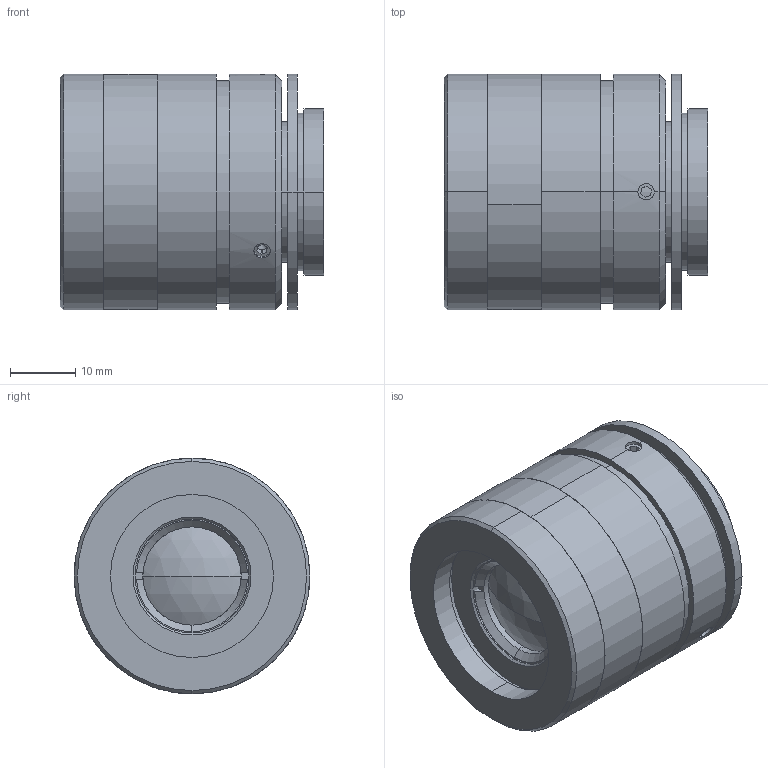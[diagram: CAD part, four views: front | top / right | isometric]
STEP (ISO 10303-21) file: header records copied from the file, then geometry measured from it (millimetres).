
FILE_DESCRIPTION (( 'STEP AP203' ), '1' );
FILE_NAME ('XF-MH05X42-1.1C.STEP', '2024-08-05T05:28:05', ( '' ), ( '' ), 'SwSTEP 2.0', 'SolidWorks 2022', '' );
FILE_SCHEMA (( 'CONFIG_CONTROL_DESIGN' ));
Length unit declared in the file: millimetre
Products named in the file (1): XF-MH05X42-1.1C
Bounding box: 40.2 x 36 x 36 mm (x, y, z)
Surface area: 9989.3 mm2 (no closed solid volume)
Topology: 0 solids, 13 shells, 99 faces, 261 edges, 171 vertices
Faces by surface type: plane 44, cylinder 34, cone 17, sphere 4
Entity records: 3306 total; most frequent: CARTESIAN_POINT 768, DIRECTION 558, ORIENTED_EDGE 431, EDGE_CURVE 257, AXIS2_PLACEMENT_3D 217, VERTEX_POINT 171, LINE 124, VECTOR 124
